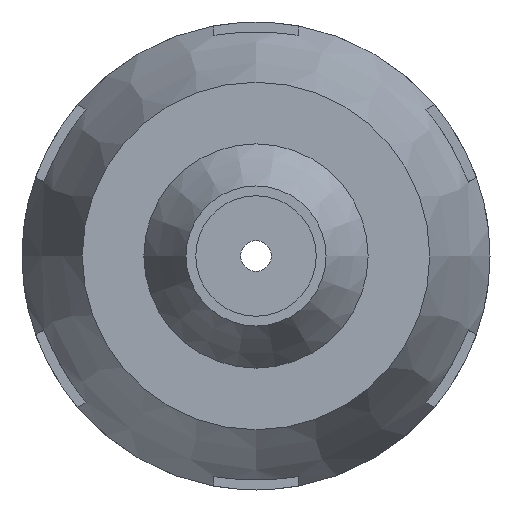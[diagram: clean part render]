
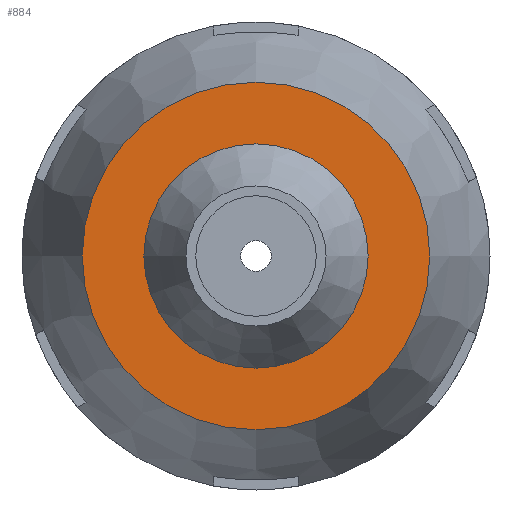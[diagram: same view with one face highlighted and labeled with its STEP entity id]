
A CAD part, front view. The second image highlights one B-rep face of the part: STEP entity #884.
In plain terms, the highlighted planar face has unit normal (0, -1, 0).
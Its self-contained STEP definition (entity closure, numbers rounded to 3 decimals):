
#22=FACE_BOUND('',#167,.T.);
#56=CIRCLE('',#995,20.);
#57=CIRCLE('',#998,31.);
#115=FACE_OUTER_BOUND('',#166,.T.);
#166=EDGE_LOOP('',(#753));
#167=EDGE_LOOP('',(#754));
#412=VERTEX_POINT('',#1534);
#413=VERTEX_POINT('',#1539);
#539=EDGE_CURVE('',#412,#412,#56,.T.);
#540=EDGE_CURVE('',#413,#413,#57,.T.);
#753=ORIENTED_EDGE('',*,*,#540,.F.);
#754=ORIENTED_EDGE('',*,*,#539,.T.);
#837=PLANE('',#997);
#884=ADVANCED_FACE('',(#115,#22),#837,.F.);
#995=AXIS2_PLACEMENT_3D('',#1536,#1245,#1246);
#997=AXIS2_PLACEMENT_3D('',#1538,#1249,#1250);
#998=AXIS2_PLACEMENT_3D('',#1540,#1251,#1252);
#1245=DIRECTION('center_axis',(0.,1.,0.));
#1246=DIRECTION('ref_axis',(1.,0.,0.));
#1249=DIRECTION('center_axis',(0.,1.,0.));
#1250=DIRECTION('ref_axis',(0.,0.,1.));
#1251=DIRECTION('center_axis',(0.,1.,0.));
#1252=DIRECTION('ref_axis',(-1.,0.,0.));
#1534=CARTESIAN_POINT('',(-20.,-30.,0.));
#1536=CARTESIAN_POINT('Origin',(0.,-30.,0.));
#1538=CARTESIAN_POINT('Origin',(0.,-30.,0.));
#1539=CARTESIAN_POINT('',(-31.,-30.,0.));
#1540=CARTESIAN_POINT('Origin',(0.,-30.,0.));
